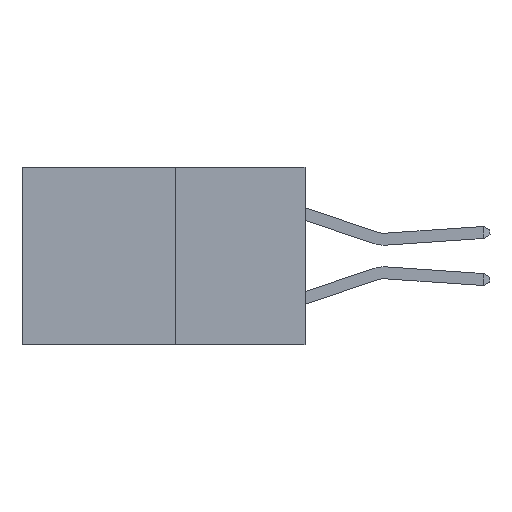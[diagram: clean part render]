
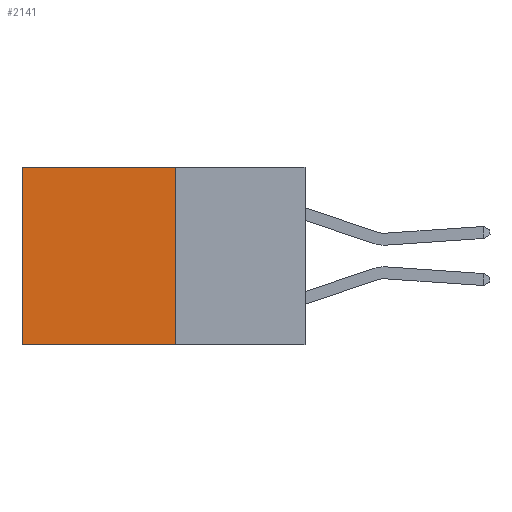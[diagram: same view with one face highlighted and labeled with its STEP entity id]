
A CAD part, left-side view. The second image highlights one B-rep face of the part: STEP entity #2141.
In plain terms, the highlighted planar face has unit normal (-1, 0, 0).
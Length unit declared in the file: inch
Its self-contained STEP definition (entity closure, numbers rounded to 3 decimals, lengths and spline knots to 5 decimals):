
#93 = VECTOR ( 'NONE', #6336, 39.37008 ) ;
#416 = EDGE_CURVE ( 'NONE', #2713, #3205, #1545, .T. ) ;
#446 = DIRECTION ( 'NONE',  ( 0., 0., -1. ) ) ;
#937 = CARTESIAN_POINT ( 'NONE',  ( 0.277, 0.27, -0.37 ) ) ;
#1428 = EDGE_LOOP ( 'NONE', ( #4650, #4655, #4662, #4668 ) ) ;
#1545 = LINE ( 'NONE', #7667, #4921 ) ;
#1874 = LINE ( 'NONE', #6384, #93 ) ;
#2141 = ADVANCED_FACE ( 'NONE', ( #4990 ), #3175, .F. ) ;
#2713 = VERTEX_POINT ( 'NONE', #6203 ) ;
#3175 = PLANE ( 'NONE',  #6577 ) ;
#3205 = VERTEX_POINT ( 'NONE', #5176 ) ;
#3559 = VERTEX_POINT ( 'NONE', #7739 ) ;
#4075 = DIRECTION ( 'NONE',  ( 0., 0., -1. ) ) ;
#4212 = DIRECTION ( 'NONE',  ( 1., 0., 0. ) ) ;
#4351 = CARTESIAN_POINT ( 'NONE',  ( 0.277, 0.27, -0.37 ) ) ;
#4650 = ORIENTED_EDGE ( 'NONE', *, *, #6449, .T. ) ;
#4655 = ORIENTED_EDGE ( 'NONE', *, *, #416, .F. ) ;
#4662 = ORIENTED_EDGE ( 'NONE', *, *, #7229, .F. ) ;
#4668 = ORIENTED_EDGE ( 'NONE', *, *, #5569, .T. ) ;
#4921 = VECTOR ( 'NONE', #7434, 39.37008 ) ;
#4990 = FACE_OUTER_BOUND ( 'NONE', #1428, .T. ) ;
#5000 = LINE ( 'NONE', #4351, #6374 ) ;
#5176 = CARTESIAN_POINT ( 'NONE',  ( 0.277, 0.59, -0.37 ) ) ;
#5515 = VERTEX_POINT ( 'NONE', #7981 ) ;
#5569 = EDGE_CURVE ( 'NONE', #3559, #5515, #1874, .T. ) ;
#6203 = CARTESIAN_POINT ( 'NONE',  ( 0.277, 0.27, -0.37 ) ) ;
#6293 = LINE ( 'NONE', #6425, #7644 ) ;
#6336 = DIRECTION ( 'NONE',  ( 0., 1., 0. ) ) ;
#6374 = VECTOR ( 'NONE', #446, 39.37008 ) ;
#6384 = CARTESIAN_POINT ( 'NONE',  ( 0.277, 0.27, 0. ) ) ;
#6425 = CARTESIAN_POINT ( 'NONE',  ( 0.277, 0.59, -0.37 ) ) ;
#6449 = EDGE_CURVE ( 'NONE', #5515, #3205, #6293, .T. ) ;
#6489 = DIRECTION ( 'NONE',  ( 0., 0., -1. ) ) ;
#6577 = AXIS2_PLACEMENT_3D ( 'NONE', #937, #4212, #4075 ) ;
#7229 = EDGE_CURVE ( 'NONE', #3559, #2713, #5000, .T. ) ;
#7434 = DIRECTION ( 'NONE',  ( 0., 1., 0. ) ) ;
#7644 = VECTOR ( 'NONE', #6489, 39.37008 ) ;
#7667 = CARTESIAN_POINT ( 'NONE',  ( 0.277, 0.27, -0.37 ) ) ;
#7739 = CARTESIAN_POINT ( 'NONE',  ( 0.277, 0.27, 0. ) ) ;
#7981 = CARTESIAN_POINT ( 'NONE',  ( 0.277, 0.59, 0. ) ) ;
